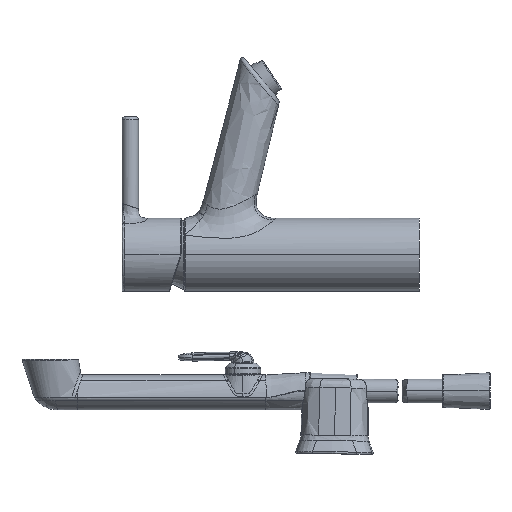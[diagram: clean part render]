
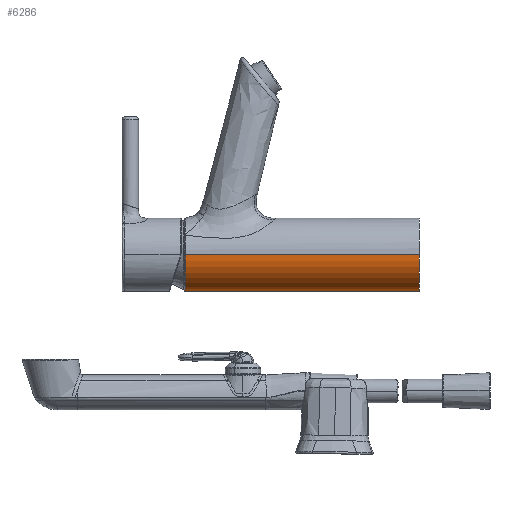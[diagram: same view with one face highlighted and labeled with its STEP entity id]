
A CAD part, left-side view. The second image highlights one B-rep face of the part: STEP entity #6286.
In plain terms, the highlighted cylindrical face has radius 23.25 mm (diameter 46.5 mm), a partial arc.
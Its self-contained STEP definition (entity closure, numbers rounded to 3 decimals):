
#1780 = EDGE_LOOP ( 'NONE', ( #37626, #18366, #4831, #38320 ) ) ;
#4831 = ORIENTED_EDGE ( 'NONE', *, *, #38001, .T. ) ;
#6286 = ADVANCED_FACE ( 'NONE', ( #71937 ), #8614, .T. ) ;
#6332 = CARTESIAN_POINT ( 'NONE',  ( -23.25, -5., 0. ) ) ;
#6395 = VERTEX_POINT ( 'NONE', #42052 ) ;
#6663 = CARTESIAN_POINT ( 'NONE',  ( 23.25, 143.5, 0. ) ) ;
#6994 = DIRECTION ( 'NONE',  ( 0., -1., 0. ) ) ;
#7327 = VECTOR ( 'NONE', #29244, 1000. ) ;
#8614 = CYLINDRICAL_SURFACE ( 'NONE', #27486, 23.25 ) ;
#13759 = AXIS2_PLACEMENT_3D ( 'NONE', #50228, #15047, #27454 ) ;
#15047 = DIRECTION ( 'NONE',  ( 0., 1., 0. ) ) ;
#18041 = CARTESIAN_POINT ( 'NONE',  ( 0., 72., 0. ) ) ;
#18366 = ORIENTED_EDGE ( 'NONE', *, *, #32562, .T. ) ;
#18619 = DIRECTION ( 'NONE',  ( 1., 0., 0. ) ) ;
#27454 = DIRECTION ( 'NONE',  ( 1., 0., 0. ) ) ;
#27486 = AXIS2_PLACEMENT_3D ( 'NONE', #18041, #47136, #41560 ) ;
#29244 = DIRECTION ( 'NONE',  ( 0., 1., 0. ) ) ;
#29259 = CIRCLE ( 'NONE', #13759, 23.25 ) ;
#29499 = CARTESIAN_POINT ( 'NONE',  ( -23.25, 72., 0. ) ) ;
#29720 = DIRECTION ( 'NONE',  ( 0., 1., 0. ) ) ;
#32562 = EDGE_CURVE ( 'NONE', #43671, #45327, #40867, .T. ) ;
#34797 = CARTESIAN_POINT ( 'NONE',  ( 23.25, 72., 0. ) ) ;
#37544 = LINE ( 'NONE', #34797, #62768 ) ;
#37626 = ORIENTED_EDGE ( 'NONE', *, *, #39753, .T. ) ;
#38001 = EDGE_CURVE ( 'NONE', #45327, #73956, #44905, .T. ) ;
#38320 = ORIENTED_EDGE ( 'NONE', *, *, #58921, .F. ) ;
#39753 = EDGE_CURVE ( 'NONE', #6395, #43671, #29259, .T. ) ;
#40867 = LINE ( 'NONE', #29499, #7327 ) ;
#41560 = DIRECTION ( 'NONE',  ( 1., 0., 0. ) ) ;
#41634 = CARTESIAN_POINT ( 'NONE',  ( 0., 143.5, 0. ) ) ;
#42052 = CARTESIAN_POINT ( 'NONE',  ( 23.25, -5., 0. ) ) ;
#42538 = CARTESIAN_POINT ( 'NONE',  ( -23.25, 143.5, 0. ) ) ;
#43671 = VERTEX_POINT ( 'NONE', #6332 ) ;
#44905 = CIRCLE ( 'NONE', #64168, 23.25 ) ;
#45327 = VERTEX_POINT ( 'NONE', #42538 ) ;
#47136 = DIRECTION ( 'NONE',  ( 0., 1., 0. ) ) ;
#50228 = CARTESIAN_POINT ( 'NONE',  ( 0., -5., 0. ) ) ;
#58921 = EDGE_CURVE ( 'NONE', #6395, #73956, #37544, .T. ) ;
#62768 = VECTOR ( 'NONE', #29720, 1000. ) ;
#64168 = AXIS2_PLACEMENT_3D ( 'NONE', #41634, #6994, #18619 ) ;
#71937 = FACE_OUTER_BOUND ( 'NONE', #1780, .T. ) ;
#73956 = VERTEX_POINT ( 'NONE', #6663 ) ;
